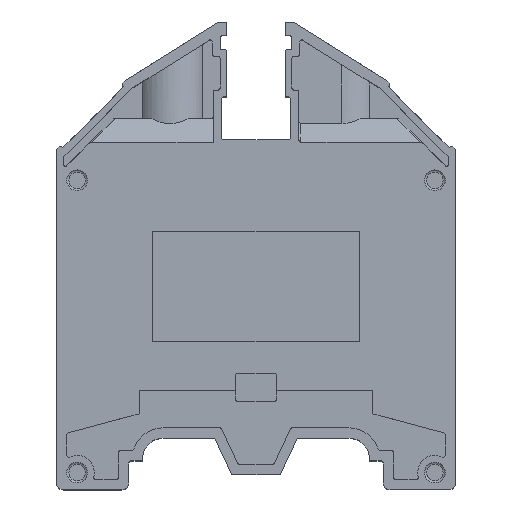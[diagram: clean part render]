
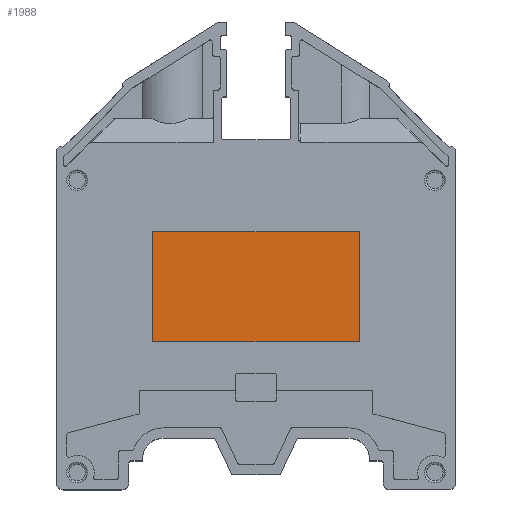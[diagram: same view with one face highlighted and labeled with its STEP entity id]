
A CAD part, top view. The second image highlights one B-rep face of the part: STEP entity #1988.
In plain terms, the highlighted planar face has unit normal (0, 0, 1).
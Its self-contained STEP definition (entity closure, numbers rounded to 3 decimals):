
#1988=ADVANCED_FACE('',(#3206),#2526,.T.);
#2526=PLANE('',#16201);
#3206=FACE_OUTER_BOUND('',#4060,.T.);
#4060=EDGE_LOOP('',(#7993,#7994,#7995,#7996));
#7993=ORIENTED_EDGE('',*,*,#11766,.T.);
#7994=ORIENTED_EDGE('',*,*,#11769,.T.);
#7995=ORIENTED_EDGE('',*,*,#11771,.F.);
#7996=ORIENTED_EDGE('',*,*,#11772,.F.);
#9744=VERTEX_POINT('',#24712);
#9745=VERTEX_POINT('',#24714);
#9746=VERTEX_POINT('',#24718);
#9747=VERTEX_POINT('',#24722);
#11766=EDGE_CURVE('',#9745,#9744,#13360,.T.);
#11769=EDGE_CURVE('',#9744,#9746,#13363,.T.);
#11771=EDGE_CURVE('',#9747,#9746,#13365,.T.);
#11772=EDGE_CURVE('',#9745,#9747,#13366,.T.);
#13360=LINE('',#24713,#14912);
#13363=LINE('',#24719,#14915);
#13365=LINE('',#24723,#14917);
#13366=LINE('',#24725,#14918);
#14912=VECTOR('',#20105,1.);
#14915=VECTOR('',#20110,1.);
#14917=VECTOR('',#20114,1.);
#14918=VECTOR('',#20117,1.);
#16201=AXIS2_PLACEMENT_3D('',#24727,#20120,#20121);
#20105=DIRECTION('',(-1.,0.,0.));
#20110=DIRECTION('',(0.,-1.,0.));
#20114=DIRECTION('',(-1.,0.,0.));
#20117=DIRECTION('',(0.,-1.,0.));
#20120=DIRECTION('',(0.,0.,1.));
#20121=DIRECTION('',(1.,0.,0.));
#24712=CARTESIAN_POINT('',(-15.,-30.5,15.8));
#24713=CARTESIAN_POINT('',(15.,-30.5,15.8));
#24714=CARTESIAN_POINT('',(15.,-30.5,15.8));
#24718=CARTESIAN_POINT('',(-15.,-46.5,15.8));
#24719=CARTESIAN_POINT('',(-15.,-30.5,15.8));
#24722=CARTESIAN_POINT('',(15.,-46.5,15.8));
#24723=CARTESIAN_POINT('',(15.,-46.5,15.8));
#24725=CARTESIAN_POINT('',(15.,-30.5,15.8));
#24727=CARTESIAN_POINT('',(-15.,-30.5,15.8));
